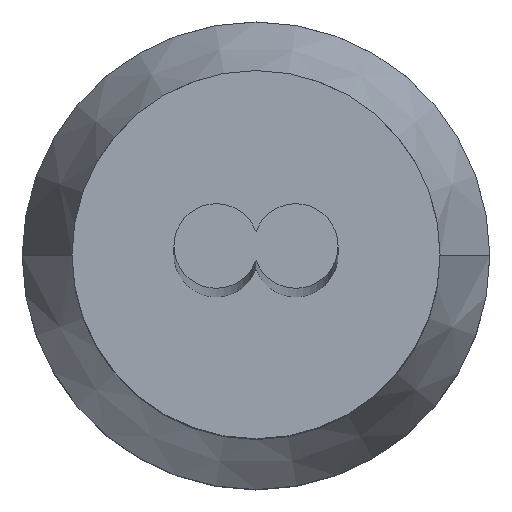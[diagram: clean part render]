
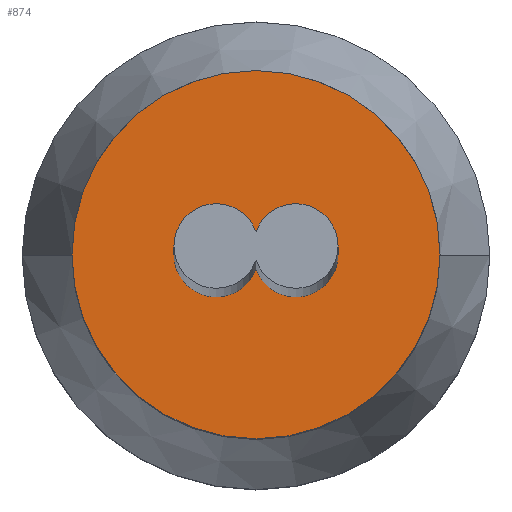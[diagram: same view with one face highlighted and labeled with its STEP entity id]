
A CAD part, top view. The second image highlights one B-rep face of the part: STEP entity #874.
In plain terms, the highlighted planar face has unit normal (0, 0, 1).
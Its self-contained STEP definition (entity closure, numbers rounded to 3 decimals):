
#21 = CARTESIAN_POINT ( 'NONE',  ( 0., 0., 35. ) ) ;
#34 = PLANE ( 'NONE',  #1821 ) ;
#89 = VERTEX_POINT ( 'NONE', #180 ) ;
#141 = ORIENTED_EDGE ( 'NONE', *, *, #1514, .F. ) ;
#173 = DIRECTION ( 'NONE',  ( 0., 0., 1. ) ) ;
#180 = CARTESIAN_POINT ( 'NONE',  ( 0., 0.287, 35. ) ) ;
#284 = CARTESIAN_POINT ( 'NONE',  ( -1.65, 0., 35. ) ) ;
#333 = AXIS2_PLACEMENT_3D ( 'NONE', #21, #173, #1469 ) ;
#388 = AXIS2_PLACEMENT_3D ( 'NONE', #1452, #1625, #802 ) ;
#398 = VERTEX_POINT ( 'NONE', #2084 ) ;
#453 = EDGE_LOOP ( 'NONE', ( #1897, #141, #1206 ) ) ;
#460 = DIRECTION ( 'NONE',  ( 1., 0., 0. ) ) ;
#466 = FACE_BOUND ( 'NONE', #453, .T. ) ;
#468 = VERTEX_POINT ( 'NONE', #1668 ) ;
#491 = EDGE_LOOP ( 'NONE', ( #699, #616 ) ) ;
#536 = CARTESIAN_POINT ( 'NONE',  ( -0.8, 0., 35. ) ) ;
#616 = ORIENTED_EDGE ( 'NONE', *, *, #1857, .T. ) ;
#635 = FACE_OUTER_BOUND ( 'NONE', #491, .T. ) ;
#699 = ORIENTED_EDGE ( 'NONE', *, *, #1478, .T. ) ;
#771 = VERTEX_POINT ( 'NONE', #284 ) ;
#780 = CIRCLE ( 'NONE', #388, 3.7 ) ;
#802 = DIRECTION ( 'NONE',  ( 1., 0., 0. ) ) ;
#860 = DIRECTION ( 'NONE',  ( 0., 0., 1. ) ) ;
#874 = ADVANCED_FACE ( 'NONE', ( #466, #635 ), #34, .T. ) ;
#1014 = DIRECTION ( 'NONE',  ( 1., 0., 0. ) ) ;
#1092 = DIRECTION ( 'NONE',  ( 0., 0., 1. ) ) ;
#1116 = CARTESIAN_POINT ( 'NONE',  ( 0.8, 0., 35. ) ) ;
#1160 = CIRCLE ( 'NONE', #1879, 0.85 ) ;
#1206 = ORIENTED_EDGE ( 'NONE', *, *, #2124, .F. ) ;
#1208 = AXIS2_PLACEMENT_3D ( 'NONE', #1320, #1677, #1666 ) ;
#1279 = CARTESIAN_POINT ( 'NONE',  ( 0., 0., 35. ) ) ;
#1285 = VERTEX_POINT ( 'NONE', #2130 ) ;
#1320 = CARTESIAN_POINT ( 'NONE',  ( -0.8, 0., 35. ) ) ;
#1338 = CIRCLE ( 'NONE', #1377, 0.85 ) ;
#1377 = AXIS2_PLACEMENT_3D ( 'NONE', #536, #860, #1014 ) ;
#1452 = CARTESIAN_POINT ( 'NONE',  ( 0., 0., 35. ) ) ;
#1469 = DIRECTION ( 'NONE',  ( 1., 0., 0. ) ) ;
#1478 = EDGE_CURVE ( 'NONE', #468, #1285, #1534, .T. ) ;
#1514 = EDGE_CURVE ( 'NONE', #771, #398, #2015, .T. ) ;
#1534 = CIRCLE ( 'NONE', #333, 3.7 ) ;
#1625 = DIRECTION ( 'NONE',  ( 0., 0., 1. ) ) ;
#1632 = DIRECTION ( 'NONE',  ( 1., 0., 0. ) ) ;
#1666 = DIRECTION ( 'NONE',  ( 1., 0., 0. ) ) ;
#1668 = CARTESIAN_POINT ( 'NONE',  ( -3.7, 0., 35. ) ) ;
#1677 = DIRECTION ( 'NONE',  ( 0., 0., 1. ) ) ;
#1683 = DIRECTION ( 'NONE',  ( 0., 0., 1. ) ) ;
#1821 = AXIS2_PLACEMENT_3D ( 'NONE', #1279, #1683, #1632 ) ;
#1857 = EDGE_CURVE ( 'NONE', #1285, #468, #780, .T. ) ;
#1879 = AXIS2_PLACEMENT_3D ( 'NONE', #1116, #1092, #460 ) ;
#1897 = ORIENTED_EDGE ( 'NONE', *, *, #1990, .F. ) ;
#1990 = EDGE_CURVE ( 'NONE', #398, #89, #1160, .T. ) ;
#2015 = CIRCLE ( 'NONE', #1208, 0.85 ) ;
#2084 = CARTESIAN_POINT ( 'NONE',  ( 0., -0.287, 35. ) ) ;
#2124 = EDGE_CURVE ( 'NONE', #89, #771, #1338, .T. ) ;
#2130 = CARTESIAN_POINT ( 'NONE',  ( 3.7, 0., 35. ) ) ;
